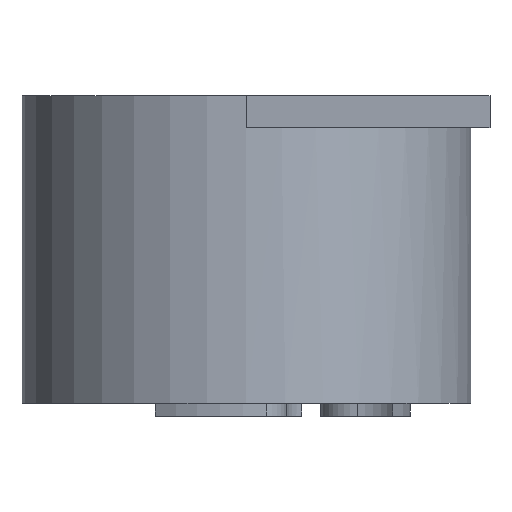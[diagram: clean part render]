
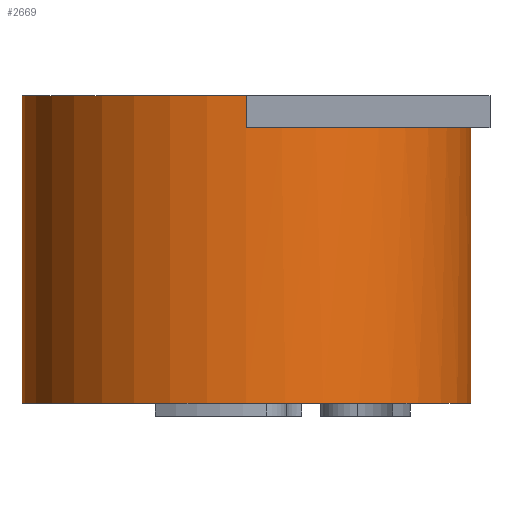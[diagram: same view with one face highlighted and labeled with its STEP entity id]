
A CAD part, front view. The second image highlights one B-rep face of the part: STEP entity #2669.
In plain terms, the highlighted cylindrical face has radius 44.45 mm (diameter 88.9 mm), a partial arc.
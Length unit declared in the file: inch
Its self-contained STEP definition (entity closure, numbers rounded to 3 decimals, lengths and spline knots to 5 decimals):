
#52 = EDGE_CURVE ( 'NONE', #2414, #596, #1310, .T. ) ;
#80 = LINE ( 'NONE', #1180, #546 ) ;
#95 = VECTOR ( 'NONE', #1376, 39.37008 ) ;
#118 = CARTESIAN_POINT ( 'NONE',  ( 0., -1.75, 2.25 ) ) ;
#135 = CIRCLE ( 'NONE', #1739, 1.75 ) ;
#202 = CARTESIAN_POINT ( 'NONE',  ( 1.75, 0., 2.5 ) ) ;
#211 = ORIENTED_EDGE ( 'NONE', *, *, #740, .F. ) ;
#258 = ORIENTED_EDGE ( 'NONE', *, *, #1612, .F. ) ;
#265 = VERTEX_POINT ( 'NONE', #2605 ) ;
#289 = EDGE_CURVE ( 'NONE', #596, #1086, #2365, .T. ) ;
#290 = CARTESIAN_POINT ( 'NONE',  ( 0., 0., 2.5 ) ) ;
#357 = CIRCLE ( 'NONE', #1962, 1.75 ) ;
#416 = DIRECTION ( 'NONE',  ( 0., 0., -1. ) ) ;
#439 = DIRECTION ( 'NONE',  ( 1., 0., 0. ) ) ;
#447 = DIRECTION ( 'NONE',  ( 0., 0., 1. ) ) ;
#481 = CARTESIAN_POINT ( 'NONE',  ( 1.66586, -0.53609, 2.5 ) ) ;
#487 = CARTESIAN_POINT ( 'NONE',  ( -1.75, 0., 0.1 ) ) ;
#492 = VERTEX_POINT ( 'NONE', #1589 ) ;
#498 = EDGE_CURVE ( 'NONE', #499, #492, #2434, .T. ) ;
#499 = VERTEX_POINT ( 'NONE', #481 ) ;
#545 = DIRECTION ( 'NONE',  ( 0., 0., -1. ) ) ;
#546 = VECTOR ( 'NONE', #545, 39.37008 ) ;
#596 = VERTEX_POINT ( 'NONE', #1260 ) ;
#687 = DIRECTION ( 'NONE',  ( 0., 0., -1. ) ) ;
#718 = ORIENTED_EDGE ( 'NONE', *, *, #1275, .T. ) ;
#719 = CARTESIAN_POINT ( 'NONE',  ( 1.66586, -0.53609, 2.5 ) ) ;
#740 = EDGE_CURVE ( 'NONE', #2112, #492, #357, .T. ) ;
#904 = CARTESIAN_POINT ( 'NONE',  ( 0., 0., 0.1 ) ) ;
#1001 = DIRECTION ( 'NONE',  ( 1., 0., 0. ) ) ;
#1086 = VERTEX_POINT ( 'NONE', #487 ) ;
#1116 = ORIENTED_EDGE ( 'NONE', *, *, #2256, .T. ) ;
#1131 = CARTESIAN_POINT ( 'NONE',  ( 0., 0., 2.25 ) ) ;
#1180 = CARTESIAN_POINT ( 'NONE',  ( -1.75, 0., 2.5 ) ) ;
#1189 = DIRECTION ( 'NONE',  ( 0., 0., 1. ) ) ;
#1258 = EDGE_LOOP ( 'NONE', ( #2270, #1457, #2359, #211, #1116, #258, #718, #2433 ) ) ;
#1260 = CARTESIAN_POINT ( 'NONE',  ( 1.75, 0., 0.1 ) ) ;
#1275 = EDGE_CURVE ( 'NONE', #265, #1086, #80, .T. ) ;
#1310 = LINE ( 'NONE', #2380, #1685 ) ;
#1338 = CARTESIAN_POINT ( 'NONE',  ( 0., 0., 2.5 ) ) ;
#1376 = DIRECTION ( 'NONE',  ( 0., 0., -1. ) ) ;
#1386 = CARTESIAN_POINT ( 'NONE',  ( 0., -1.75, 2.25 ) ) ;
#1396 = DIRECTION ( 'NONE',  ( 0., 0., 1. ) ) ;
#1457 = ORIENTED_EDGE ( 'NONE', *, *, #1890, .F. ) ;
#1520 = DIRECTION ( 'NONE',  ( -1., 0., 0. ) ) ;
#1564 = CIRCLE ( 'NONE', #1646, 1.75 ) ;
#1589 = CARTESIAN_POINT ( 'NONE',  ( 1.66586, -0.53609, 2.25 ) ) ;
#1612 = EDGE_CURVE ( 'NONE', #265, #2223, #135, .T. ) ;
#1616 = DIRECTION ( 'NONE',  ( 0., 0., -1. ) ) ;
#1618 = AXIS2_PLACEMENT_3D ( 'NONE', #290, #1616, #2504 ) ;
#1641 = LINE ( 'NONE', #1386, #2471 ) ;
#1646 = AXIS2_PLACEMENT_3D ( 'NONE', #2307, #1189, #1001 ) ;
#1685 = VECTOR ( 'NONE', #687, 39.37008 ) ;
#1739 = AXIS2_PLACEMENT_3D ( 'NONE', #1338, #447, #2797 ) ;
#1890 = EDGE_CURVE ( 'NONE', #499, #2414, #1564, .T. ) ;
#1906 = CARTESIAN_POINT ( 'NONE',  ( 0., -1.75, 2.5 ) ) ;
#1962 = AXIS2_PLACEMENT_3D ( 'NONE', #1131, #2451, #439 ) ;
#2070 = CYLINDRICAL_SURFACE ( 'NONE', #1618, 1.75 ) ;
#2112 = VERTEX_POINT ( 'NONE', #118 ) ;
#2223 = VERTEX_POINT ( 'NONE', #1906 ) ;
#2255 = FACE_OUTER_BOUND ( 'NONE', #1258, .T. ) ;
#2256 = EDGE_CURVE ( 'NONE', #2112, #2223, #1641, .T. ) ;
#2270 = ORIENTED_EDGE ( 'NONE', *, *, #52, .F. ) ;
#2307 = CARTESIAN_POINT ( 'NONE',  ( 0., 0., 2.5 ) ) ;
#2359 = ORIENTED_EDGE ( 'NONE', *, *, #498, .T. ) ;
#2365 = CIRCLE ( 'NONE', #2597, 1.75 ) ;
#2380 = CARTESIAN_POINT ( 'NONE',  ( 1.75, 0., 2.5 ) ) ;
#2414 = VERTEX_POINT ( 'NONE', #202 ) ;
#2433 = ORIENTED_EDGE ( 'NONE', *, *, #289, .F. ) ;
#2434 = LINE ( 'NONE', #719, #95 ) ;
#2451 = DIRECTION ( 'NONE',  ( 0., 0., 1. ) ) ;
#2471 = VECTOR ( 'NONE', #1396, 39.37008 ) ;
#2504 = DIRECTION ( 'NONE',  ( -1., 0., 0. ) ) ;
#2597 = AXIS2_PLACEMENT_3D ( 'NONE', #904, #416, #1520 ) ;
#2605 = CARTESIAN_POINT ( 'NONE',  ( -1.75, 0., 2.5 ) ) ;
#2669 = ADVANCED_FACE ( 'NONE', ( #2255 ), #2070, .T. ) ;
#2797 = DIRECTION ( 'NONE',  ( 1., 0., 0. ) ) ;
